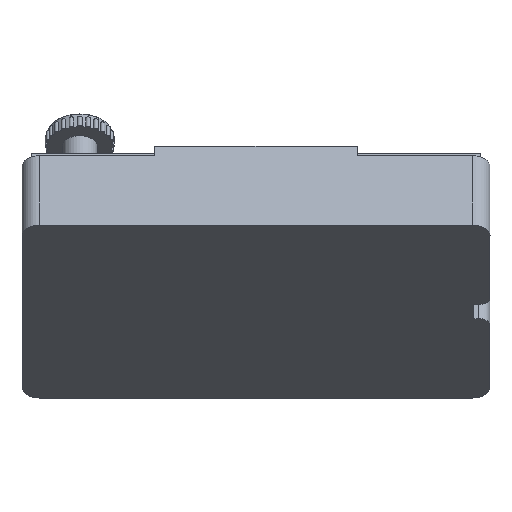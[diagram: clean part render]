
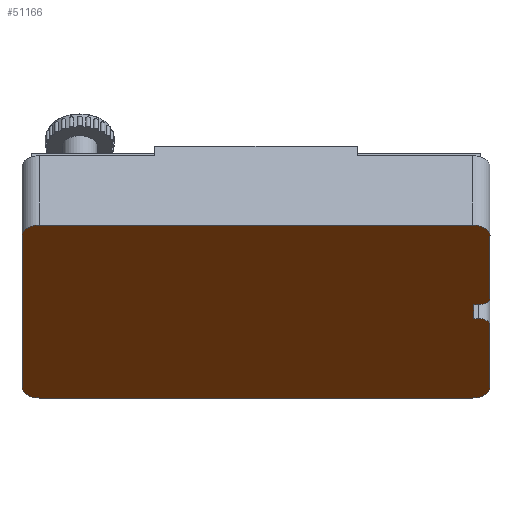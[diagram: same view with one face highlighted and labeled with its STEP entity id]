
A CAD part, left-side view. The second image highlights one B-rep face of the part: STEP entity #51166.
In plain terms, the highlighted planar face has unit normal (-0.599, 0, -0.801).
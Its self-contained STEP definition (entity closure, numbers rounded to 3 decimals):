
#5907=LINE('',#84540,#10937);
#5944=LINE('',#84643,#10974);
#5966=LINE('',#84696,#10996);
#5968=LINE('',#84700,#10998);
#5969=LINE('',#84704,#10999);
#5970=LINE('',#84707,#11000);
#5971=LINE('',#84711,#11001);
#5972=LINE('',#84714,#11002);
#10937=VECTOR('',#67503,2.);
#10974=VECTOR('',#67612,37.5);
#10996=VECTOR('',#67666,0.4);
#10998=VECTOR('',#67670,9.);
#10999=VECTOR('',#67673,37.5);
#11000=VECTOR('',#67676,22.);
#11001=VECTOR('',#67679,9.);
#11002=VECTOR('',#67682,0.4);
#15537=FACE_OUTER_BOUND('',#18468,.T.);
#18468=EDGE_LOOP('',(#44727,#44728,#44729,#44730,#44731,#44732,#44733,#44734,
#44735,#44736,#44737,#44738,#44739,#44740));
#20504=CIRCLE('',#55347,1.5);
#20507=CIRCLE('',#55363,1.);
#20508=CIRCLE('',#55366,1.5);
#20509=CIRCLE('',#55367,1.5);
#20510=CIRCLE('',#55368,1.5);
#20511=CIRCLE('',#55369,1.);
#24725=VERTEX_POINT('',#84537);
#24726=VERTEX_POINT('',#84539);
#24752=VERTEX_POINT('',#84630);
#24753=VERTEX_POINT('',#84632);
#24756=VERTEX_POINT('',#84641);
#24770=VERTEX_POINT('',#84690);
#24771=VERTEX_POINT('',#84692);
#24772=VERTEX_POINT('',#84699);
#24773=VERTEX_POINT('',#84701);
#24774=VERTEX_POINT('',#84703);
#24775=VERTEX_POINT('',#84705);
#24776=VERTEX_POINT('',#84708);
#24777=VERTEX_POINT('',#84710);
#24778=VERTEX_POINT('',#84712);
#31518=EDGE_CURVE('',#24726,#24725,#5907,.T.);
#31561=EDGE_CURVE('',#24753,#24752,#20504,.T.);
#31567=EDGE_CURVE('',#24752,#24756,#5944,.T.);
#31590=EDGE_CURVE('',#24770,#24771,#20507,.T.);
#31592=EDGE_CURVE('',#24725,#24771,#5966,.T.);
#31594=EDGE_CURVE('',#24770,#24772,#5968,.T.);
#31595=EDGE_CURVE('',#24772,#24773,#20508,.T.);
#31596=EDGE_CURVE('',#24773,#24774,#5969,.T.);
#31597=EDGE_CURVE('',#24774,#24775,#20509,.T.);
#31598=EDGE_CURVE('',#24775,#24753,#5970,.T.);
#31599=EDGE_CURVE('',#24756,#24776,#20510,.T.);
#31600=EDGE_CURVE('',#24776,#24777,#5971,.T.);
#31601=EDGE_CURVE('',#24778,#24777,#20511,.T.);
#31602=EDGE_CURVE('',#24778,#24726,#5972,.T.);
#44727=ORIENTED_EDGE('',*,*,#31590,.F.);
#44728=ORIENTED_EDGE('',*,*,#31594,.T.);
#44729=ORIENTED_EDGE('',*,*,#31595,.T.);
#44730=ORIENTED_EDGE('',*,*,#31596,.T.);
#44731=ORIENTED_EDGE('',*,*,#31597,.T.);
#44732=ORIENTED_EDGE('',*,*,#31598,.T.);
#44733=ORIENTED_EDGE('',*,*,#31561,.T.);
#44734=ORIENTED_EDGE('',*,*,#31567,.T.);
#44735=ORIENTED_EDGE('',*,*,#31599,.T.);
#44736=ORIENTED_EDGE('',*,*,#31600,.T.);
#44737=ORIENTED_EDGE('',*,*,#31601,.F.);
#44738=ORIENTED_EDGE('',*,*,#31602,.T.);
#44739=ORIENTED_EDGE('',*,*,#31518,.T.);
#44740=ORIENTED_EDGE('',*,*,#31592,.T.);
#48753=PLANE('',#55365);
#51166=ADVANCED_FACE('',(#15537),#48753,.F.);
#55347=AXIS2_PLACEMENT_3D('',#84633,#67603,#67604);
#55363=AXIS2_PLACEMENT_3D('',#84693,#67661,#67662);
#55365=AXIS2_PLACEMENT_3D('',#84698,#67668,#67669);
#55366=AXIS2_PLACEMENT_3D('',#84702,#67671,#67672);
#55367=AXIS2_PLACEMENT_3D('',#84706,#67674,#67675);
#55368=AXIS2_PLACEMENT_3D('',#84709,#67677,#67678);
#55369=AXIS2_PLACEMENT_3D('',#84713,#67680,#67681);
#67503=DIRECTION('',(-0.801,0.,0.599));
#67603=DIRECTION('center_axis',(-0.599,0.,
-0.801));
#67604=DIRECTION('ref_axis',(-0.801,0.,0.599));
#67612=DIRECTION('',(0.,-1.,0.));
#67661=DIRECTION('center_axis',(0.599,0.,
0.801));
#67662=DIRECTION('ref_axis',(0.566,-0.707,-0.423));
#67666=DIRECTION('',(0.,-1.,0.));
#67668=DIRECTION('center_axis',(0.599,0.,
0.801));
#67669=DIRECTION('ref_axis',(0.801,0.,-0.599));
#67670=DIRECTION('',(-0.801,0.,0.599));
#67671=DIRECTION('center_axis',(-0.599,0.,
-0.801));
#67672=DIRECTION('ref_axis',(0.801,0.,-0.599));
#67673=DIRECTION('',(0.,1.,0.));
#67674=DIRECTION('center_axis',(-0.599,0.,
-0.801));
#67675=DIRECTION('ref_axis',(0.,-1.,0.));
#67676=DIRECTION('',(0.801,0.,-0.599));
#67677=DIRECTION('center_axis',(-0.599,0.,
-0.801));
#67678=DIRECTION('ref_axis',(0.,1.,0.));
#67679=DIRECTION('',(-0.801,0.,0.599));
#67680=DIRECTION('center_axis',(0.599,0.,
0.801));
#67681=DIRECTION('ref_axis',(-0.566,-0.707,0.423));
#67682=DIRECTION('',(0.,1.,0.));
#84537=CARTESIAN_POINT('',(-35.581,-29.063,-2.488));
#84539=CARTESIAN_POINT('',(-33.978,-29.063,-3.685));
#84540=CARTESIAN_POINT('',(-34.379,-29.063,-3.386));
#84630=CARTESIAN_POINT('',(-24.766,8.537,-10.568));
#84632=CARTESIAN_POINT('',(-25.967,10.037,-9.67));
#84633=CARTESIAN_POINT('Origin',(-25.967,8.537,-9.67));
#84641=CARTESIAN_POINT('',(-24.766,-28.963,-10.568));
#84643=CARTESIAN_POINT('',(-24.766,8.537,-10.568));
#84690=CARTESIAN_POINT('',(-36.382,-30.463,-1.889));
#84692=CARTESIAN_POINT('',(-35.581,-29.463,-2.488));
#84693=CARTESIAN_POINT('Origin',(-36.382,-29.463,-1.889));
#84696=CARTESIAN_POINT('',(-35.581,-19.638,-2.488));
#84698=CARTESIAN_POINT('Origin',(-34.779,-10.213,-3.086));
#84699=CARTESIAN_POINT('',(-43.592,-30.463,3.497));
#84700=CARTESIAN_POINT('',(-25.967,-30.463,-9.67));
#84701=CARTESIAN_POINT('',(-44.793,-28.963,4.395));
#84702=CARTESIAN_POINT('Origin',(-43.592,-28.963,3.497));
#84703=CARTESIAN_POINT('',(-44.793,8.537,4.395));
#84704=CARTESIAN_POINT('',(-44.793,-28.963,4.395));
#84705=CARTESIAN_POINT('',(-43.592,10.037,3.497));
#84706=CARTESIAN_POINT('Origin',(-43.592,8.537,3.497));
#84707=CARTESIAN_POINT('',(-43.592,10.037,3.497));
#84708=CARTESIAN_POINT('',(-25.967,-30.463,-9.67));
#84709=CARTESIAN_POINT('Origin',(-25.967,-28.963,-9.67));
#84710=CARTESIAN_POINT('',(-33.177,-30.463,-4.284));
#84711=CARTESIAN_POINT('',(-25.967,-30.463,-9.67));
#84712=CARTESIAN_POINT('',(-33.978,-29.463,-3.685));
#84713=CARTESIAN_POINT('Origin',(-33.177,-29.463,-4.284));
#84714=CARTESIAN_POINT('',(-33.978,-20.338,-3.685));
